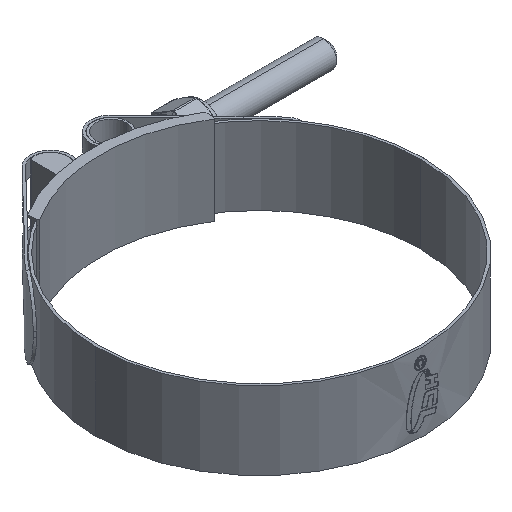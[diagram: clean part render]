
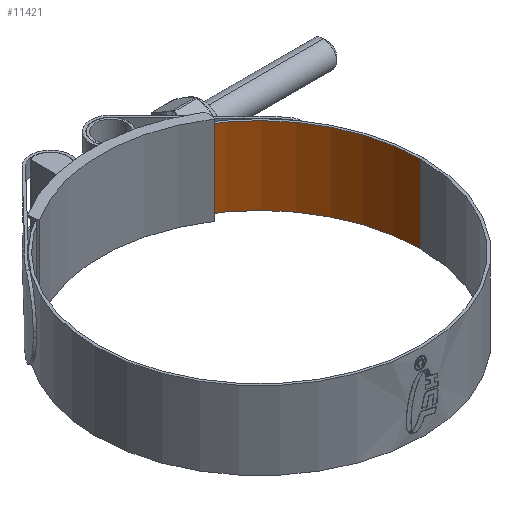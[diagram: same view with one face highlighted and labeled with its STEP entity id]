
A CAD part, isometric view. The second image highlights one B-rep face of the part: STEP entity #11421.
In plain terms, the highlighted cylindrical face has radius 40 mm (diameter 80 mm), a partial arc.
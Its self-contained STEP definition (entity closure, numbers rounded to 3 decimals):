
#237 = DIRECTION ( 'NONE',  ( -1., 0., 0. ) ) ;
#303 = CARTESIAN_POINT ( 'NONE',  ( 40., 0., -9.65 ) ) ;
#1035 = ORIENTED_EDGE ( 'NONE', *, *, #4840, .F. ) ;
#1039 = CARTESIAN_POINT ( 'NONE',  ( 6.667, 39.441, 9.65 ) ) ;
#1068 = DIRECTION ( 'NONE',  ( -1., 0., 0. ) ) ;
#1744 = ORIENTED_EDGE ( 'NONE', *, *, #13468, .T. ) ;
#1925 = CARTESIAN_POINT ( 'NONE',  ( 6.667, 39.441, 9.65 ) ) ;
#2074 = CARTESIAN_POINT ( 'NONE',  ( 6.667, 39.441, -9.65 ) ) ;
#3567 = DIRECTION ( 'NONE',  ( 0., 0., -1. ) ) ;
#4040 = DIRECTION ( 'NONE',  ( 0., 0., -1. ) ) ;
#4095 = ORIENTED_EDGE ( 'NONE', *, *, #7093, .F. ) ;
#4339 = CARTESIAN_POINT ( 'NONE',  ( 0., 0., 9.65 ) ) ;
#4840 = EDGE_CURVE ( 'NONE', #13964, #10711, #9550, .T. ) ;
#5184 = EDGE_LOOP ( 'NONE', ( #1035, #4095, #7553, #1744 ) ) ;
#6145 = FACE_OUTER_BOUND ( 'NONE', #5184, .T. ) ;
#6555 = DIRECTION ( 'NONE',  ( 0., 0., -1. ) ) ;
#6562 = LINE ( 'NONE', #1925, #12749 ) ;
#6965 = DIRECTION ( 'NONE',  ( -1., 0., 0. ) ) ;
#7074 = VERTEX_POINT ( 'NONE', #2074 ) ;
#7093 = EDGE_CURVE ( 'NONE', #7695, #13964, #14088, .T. ) ;
#7294 = CARTESIAN_POINT ( 'NONE',  ( 40., 0., 9.65 ) ) ;
#7553 = ORIENTED_EDGE ( 'NONE', *, *, #13389, .T. ) ;
#7626 = AXIS2_PLACEMENT_3D ( 'NONE', #8623, #13497, #237 ) ;
#7695 = VERTEX_POINT ( 'NONE', #1039 ) ;
#8300 = DIRECTION ( 'NONE',  ( 0., 0., -1. ) ) ;
#8623 = CARTESIAN_POINT ( 'NONE',  ( 0., 0., -9.65 ) ) ;
#9404 = AXIS2_PLACEMENT_3D ( 'NONE', #4339, #6555, #1068 ) ;
#9444 = CYLINDRICAL_SURFACE ( 'NONE', #10649, 40. ) ;
#9550 = LINE ( 'NONE', #11701, #12439 ) ;
#10649 = AXIS2_PLACEMENT_3D ( 'NONE', #12797, #3567, #6965 ) ;
#10711 = VERTEX_POINT ( 'NONE', #303 ) ;
#11421 = ADVANCED_FACE ( 'NONE', ( #6145 ), #9444, .F. ) ;
#11628 = CIRCLE ( 'NONE', #7626, 40. ) ;
#11701 = CARTESIAN_POINT ( 'NONE',  ( 40., 0., 9.65 ) ) ;
#12439 = VECTOR ( 'NONE', #8300, 1000. ) ;
#12749 = VECTOR ( 'NONE', #4040, 1000. ) ;
#12797 = CARTESIAN_POINT ( 'NONE',  ( 0., 0., 9.65 ) ) ;
#13389 = EDGE_CURVE ( 'NONE', #7695, #7074, #6562, .T. ) ;
#13468 = EDGE_CURVE ( 'NONE', #7074, #10711, #11628, .T. ) ;
#13497 = DIRECTION ( 'NONE',  ( 0., 0., -1. ) ) ;
#13964 = VERTEX_POINT ( 'NONE', #7294 ) ;
#14088 = CIRCLE ( 'NONE', #9404, 40. ) ;
